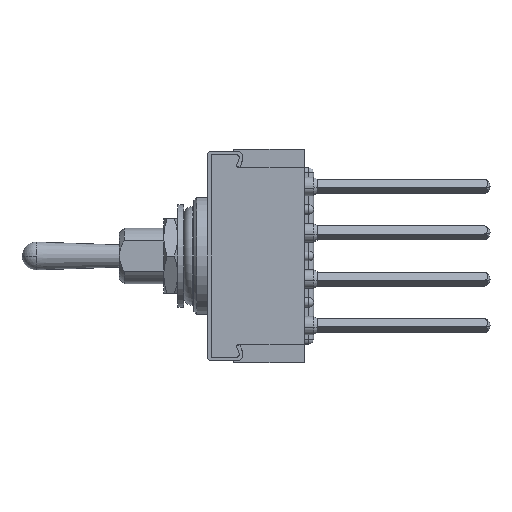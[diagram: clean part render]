
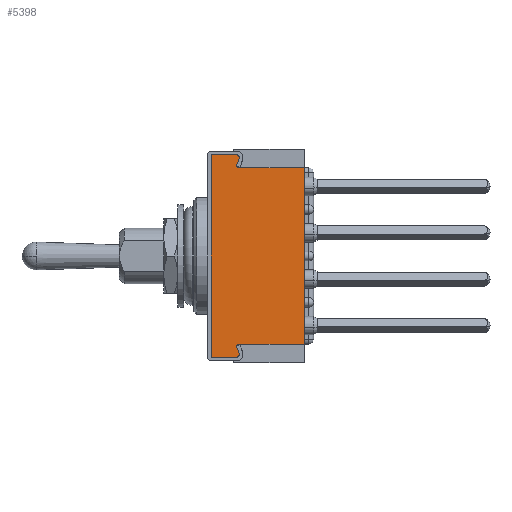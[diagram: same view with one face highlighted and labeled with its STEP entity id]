
A CAD part, left-side view. The second image highlights one B-rep face of the part: STEP entity #5398.
In plain terms, the highlighted planar face has unit normal (-1, 0, 0).
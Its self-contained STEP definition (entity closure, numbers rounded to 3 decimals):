
#5 = VERTEX_POINT ( 'NONE', #7924 ) ;
#186 = EDGE_CURVE ( 'NONE', #11080, #613, #4799, .T. ) ;
#462 = VERTEX_POINT ( 'NONE', #9555 ) ;
#492 = DIRECTION ( 'NONE',  ( 0., 0., -1. ) ) ;
#523 = CARTESIAN_POINT ( 'NONE',  ( -7.4, 7.3, 10.6 ) ) ;
#531 = EDGE_CURVE ( 'NONE', #462, #5653, #4656, .T. ) ;
#613 = VERTEX_POINT ( 'NONE', #2422 ) ;
#622 = DIRECTION ( 'NONE',  ( -1., 0., 0. ) ) ;
#767 = CARTESIAN_POINT ( 'NONE',  ( -7.4, 7.3, 10.9 ) ) ;
#830 = EDGE_CURVE ( 'NONE', #1504, #3637, #3460, .T. ) ;
#1100 = FACE_OUTER_BOUND ( 'NONE', #10189, .T. ) ;
#1274 = EDGE_CURVE ( 'NONE', #7150, #5, #9221, .T. ) ;
#1455 = ORIENTED_EDGE ( 'NONE', *, *, #5263, .F. ) ;
#1504 = VERTEX_POINT ( 'NONE', #11468 ) ;
#1542 = CARTESIAN_POINT ( 'NONE',  ( -7.4, 7.3, -10.6 ) ) ;
#1700 = PLANE ( 'NONE',  #7776 ) ;
#1898 = VERTEX_POINT ( 'NONE', #3716 ) ;
#2025 = VERTEX_POINT ( 'NONE', #7770 ) ;
#2067 = EDGE_CURVE ( 'NONE', #5, #462, #12163, .T. ) ;
#2082 = CARTESIAN_POINT ( 'NONE',  ( -7.4, 7.017, 10.501 ) ) ;
#2112 = CARTESIAN_POINT ( 'NONE',  ( -7.4, 7.017, -10.501 ) ) ;
#2422 = CARTESIAN_POINT ( 'NONE',  ( -7.4, 7.3, -10.9 ) ) ;
#2451 = CARTESIAN_POINT ( 'NONE',  ( -7.4, 10., 10.9 ) ) ;
#2688 = DIRECTION ( 'NONE',  ( 0., 0., -1. ) ) ;
#2862 = ORIENTED_EDGE ( 'NONE', *, *, #3845, .T. ) ;
#3123 = VECTOR ( 'NONE', #8917, 1000. ) ;
#3367 = DIRECTION ( 'NONE',  ( 0., 0., -1. ) ) ;
#3379 = ORIENTED_EDGE ( 'NONE', *, *, #11803, .F. ) ;
#3417 = DIRECTION ( 'NONE',  ( 1., 0., 0. ) ) ;
#3425 = CIRCLE ( 'NONE', #10891, 0.3 ) ;
#3460 = LINE ( 'NONE', #9497, #10724 ) ;
#3471 = DIRECTION ( 'NONE',  ( 0., 0., 1. ) ) ;
#3637 = VERTEX_POINT ( 'NONE', #4674 ) ;
#3716 = CARTESIAN_POINT ( 'NONE',  ( -7.4, 0., 9.5 ) ) ;
#3730 = VECTOR ( 'NONE', #9095, 1000. ) ;
#3845 = EDGE_CURVE ( 'NONE', #8804, #1504, #5581, .T. ) ;
#3961 = ORIENTED_EDGE ( 'NONE', *, *, #6528, .T. ) ;
#4310 = DIRECTION ( 'NONE',  ( 0., 0., 1. ) ) ;
#4656 = LINE ( 'NONE', #5988, #7763 ) ;
#4674 = CARTESIAN_POINT ( 'NONE',  ( -7.4, 7.166, -9.5 ) ) ;
#4683 = LINE ( 'NONE', #9103, #10313 ) ;
#4799 = LINE ( 'NONE', #7952, #9080 ) ;
#4853 = ORIENTED_EDGE ( 'NONE', *, *, #5252, .F. ) ;
#5032 = AXIS2_PLACEMENT_3D ( 'NONE', #523, #3417, #492 ) ;
#5144 = CARTESIAN_POINT ( 'NONE',  ( -7.4, 7.166, -9.5 ) ) ;
#5252 = EDGE_CURVE ( 'NONE', #1898, #5362, #4683, .T. ) ;
#5263 = EDGE_CURVE ( 'NONE', #11080, #2025, #7181, .T. ) ;
#5340 = LINE ( 'NONE', #11924, #3123 ) ;
#5362 = VERTEX_POINT ( 'NONE', #6444 ) ;
#5398 = ADVANCED_FACE ( 'NONE', ( #1100 ), #1700, .F. ) ;
#5445 = CARTESIAN_POINT ( 'NONE',  ( -7.4, 10., -10.9 ) ) ;
#5551 = CARTESIAN_POINT ( 'NONE',  ( -7.4, 7.3, 10.6 ) ) ;
#5565 = DIRECTION ( 'NONE',  ( 0., -0.579, 0.815 ) ) ;
#5581 = LINE ( 'NONE', #6914, #11404 ) ;
#5653 = VERTEX_POINT ( 'NONE', #11502 ) ;
#5988 = CARTESIAN_POINT ( 'NONE',  ( -7.4, 7.3, 9.689 ) ) ;
#6231 = ORIENTED_EDGE ( 'NONE', *, *, #6514, .F. ) ;
#6444 = CARTESIAN_POINT ( 'NONE',  ( -7.4, 0., -9.5 ) ) ;
#6514 = EDGE_CURVE ( 'NONE', #5653, #1898, #5340, .T. ) ;
#6528 = EDGE_CURVE ( 'NONE', #3637, #5362, #12333, .T. ) ;
#6548 = EDGE_CURVE ( 'NONE', #613, #8804, #3425, .T. ) ;
#6914 = CARTESIAN_POINT ( 'NONE',  ( -7.4, 7.017, -10.501 ) ) ;
#7150 = VERTEX_POINT ( 'NONE', #767 ) ;
#7181 = LINE ( 'NONE', #8155, #9269 ) ;
#7656 = ORIENTED_EDGE ( 'NONE', *, *, #186, .T. ) ;
#7719 = VECTOR ( 'NONE', #9032, 1000. ) ;
#7723 = DIRECTION ( 'NONE',  ( 0., 0.329, -0.944 ) ) ;
#7763 = VECTOR ( 'NONE', #7896, 1000. ) ;
#7770 = CARTESIAN_POINT ( 'NONE',  ( -7.4, 10., 10.9 ) ) ;
#7776 = AXIS2_PLACEMENT_3D ( 'NONE', #5551, #9189, #2688 ) ;
#7896 = DIRECTION ( 'NONE',  ( 0., -0.579, -0.815 ) ) ;
#7924 = CARTESIAN_POINT ( 'NONE',  ( -7.4, 7.017, 10.501 ) ) ;
#7952 = CARTESIAN_POINT ( 'NONE',  ( -7.4, 10., -10.9 ) ) ;
#8155 = CARTESIAN_POINT ( 'NONE',  ( -7.4, 10., 10.9 ) ) ;
#8750 = LINE ( 'NONE', #2451, #3730 ) ;
#8791 = DIRECTION ( 'NONE',  ( 0., 0.329, 0.944 ) ) ;
#8804 = VERTEX_POINT ( 'NONE', #2112 ) ;
#8913 = DIRECTION ( 'NONE',  ( 0., -1., 0. ) ) ;
#8917 = DIRECTION ( 'NONE',  ( 0., -1., 0. ) ) ;
#9032 = DIRECTION ( 'NONE',  ( 0., -1., 0. ) ) ;
#9080 = VECTOR ( 'NONE', #8913, 1000. ) ;
#9095 = DIRECTION ( 'NONE',  ( 0., -1., 0. ) ) ;
#9103 = CARTESIAN_POINT ( 'NONE',  ( -7.4, 0., 9.5 ) ) ;
#9189 = DIRECTION ( 'NONE',  ( 1., 0., 0. ) ) ;
#9221 = CIRCLE ( 'NONE', #5032, 0.3 ) ;
#9269 = VECTOR ( 'NONE', #4310, 1000. ) ;
#9467 = ORIENTED_EDGE ( 'NONE', *, *, #531, .F. ) ;
#9483 = ORIENTED_EDGE ( 'NONE', *, *, #6548, .T. ) ;
#9497 = CARTESIAN_POINT ( 'NONE',  ( -7.4, 7.3, -9.689 ) ) ;
#9555 = CARTESIAN_POINT ( 'NONE',  ( -7.4, 7.3, 9.689 ) ) ;
#10056 = VECTOR ( 'NONE', #7723, 1000. ) ;
#10189 = EDGE_LOOP ( 'NONE', ( #3379, #1455, #7656, #9483, #2862, #12189, #3961, #4853, #6231, #9467, #11740, #10284 ) ) ;
#10284 = ORIENTED_EDGE ( 'NONE', *, *, #1274, .F. ) ;
#10313 = VECTOR ( 'NONE', #3367, 1000. ) ;
#10724 = VECTOR ( 'NONE', #5565, 1000. ) ;
#10891 = AXIS2_PLACEMENT_3D ( 'NONE', #1542, #622, #3471 ) ;
#11080 = VERTEX_POINT ( 'NONE', #5445 ) ;
#11404 = VECTOR ( 'NONE', #8791, 1000. ) ;
#11468 = CARTESIAN_POINT ( 'NONE',  ( -7.4, 7.3, -9.689 ) ) ;
#11502 = CARTESIAN_POINT ( 'NONE',  ( -7.4, 7.166, 9.5 ) ) ;
#11740 = ORIENTED_EDGE ( 'NONE', *, *, #2067, .F. ) ;
#11803 = EDGE_CURVE ( 'NONE', #2025, #7150, #8750, .T. ) ;
#11924 = CARTESIAN_POINT ( 'NONE',  ( -7.4, 7.166, 9.5 ) ) ;
#12163 = LINE ( 'NONE', #2082, #10056 ) ;
#12189 = ORIENTED_EDGE ( 'NONE', *, *, #830, .T. ) ;
#12333 = LINE ( 'NONE', #5144, #7719 ) ;
